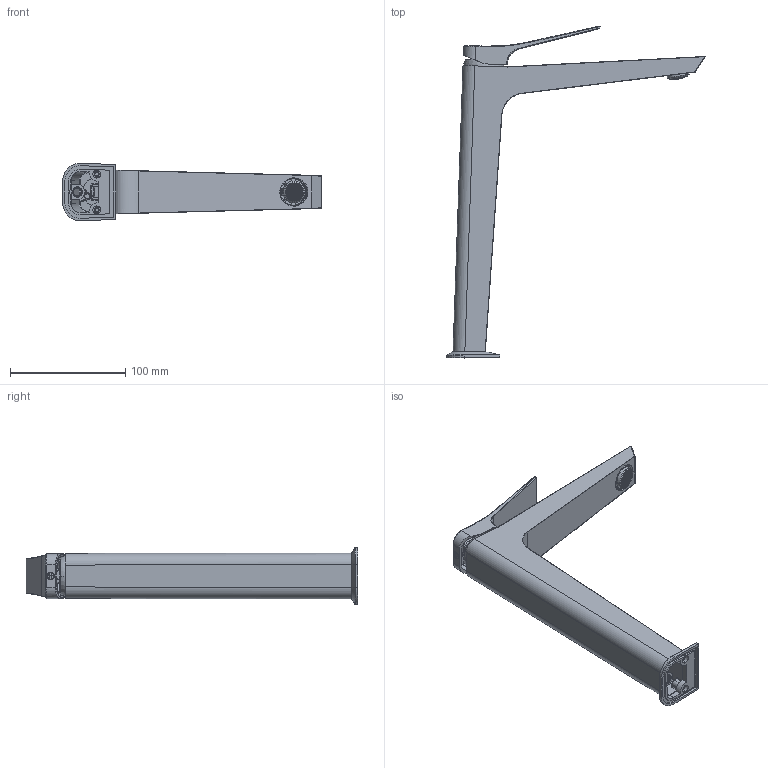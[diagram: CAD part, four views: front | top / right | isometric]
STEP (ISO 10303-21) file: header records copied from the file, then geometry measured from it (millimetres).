
FILE_DESCRIPTION (( 'STEP AP203' ), '1' );
FILE_NAME ('Assembly Basin XL RS.STEP', '2023-12-18T06:47:01', ( '' ), ( '' ), 'SwSTEP 2.0', 'SolidWorks 2021', '' );
FILE_SCHEMA (( 'CONFIG_CONTROL_DESIGN' ));
Products named in the file (1): Assembly Basin XL RS
Bounding box: 224.13 x 287.59 x 49.46 mm (x, y, z)
Volume: 124139.1 mm3; surface area: 123539.5 mm2
Topology: 7 solids, 7 shells, 2391 faces, 6114 edges, 3990 vertices
Faces by surface type: plane 1918, cylinder 276, bspline 109, cone 37, torus 28, sphere 23
Entity records: 84635 total; most frequent: CARTESIAN_POINT 26683, ORIENTED_EDGE 12192, DIRECTION 11816, EDGE_CURVE 6096, VERTEX_POINT 3986, VECTOR 3966, LINE 3966, AXIS2_PLACEMENT_3D 3925
